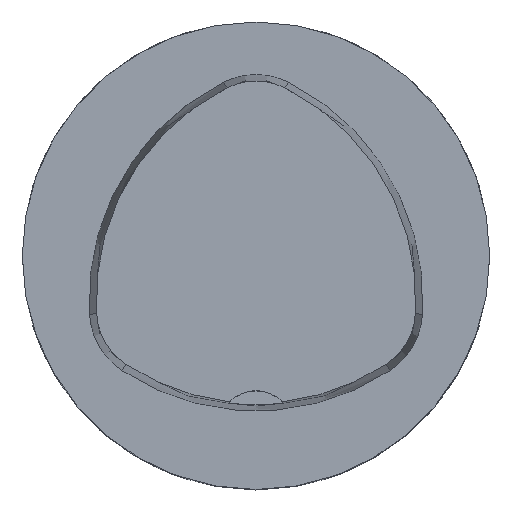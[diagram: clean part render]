
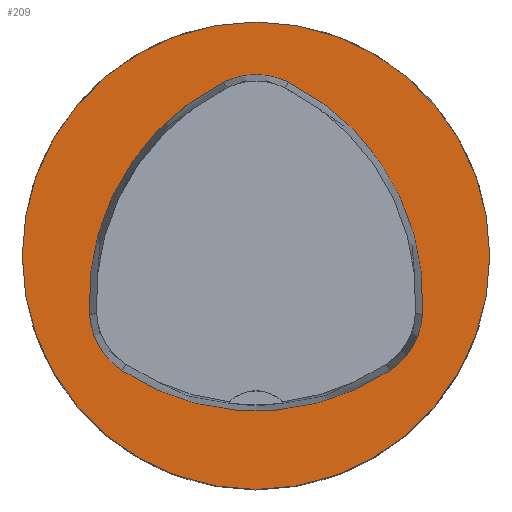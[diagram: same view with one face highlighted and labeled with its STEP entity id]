
A CAD part, top view. The second image highlights one B-rep face of the part: STEP entity #209.
In plain terms, the highlighted planar face has unit normal (0, 0, 1).
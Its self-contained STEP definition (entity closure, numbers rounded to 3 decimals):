
#191=PLANE('',#547);
#209=ADVANCED_FACE('',(#244,#245),#191,.T.);
#244=FACE_BOUND('',#264,.T.);
#245=FACE_BOUND('',#265,.T.);
#264=EDGE_LOOP('',(#306));
#265=EDGE_LOOP('',(#307,#308,#309,#310,#311,#312));
#306=ORIENTED_EDGE('',*,*,#458,.F.);
#307=ORIENTED_EDGE('',*,*,#459,.T.);
#308=ORIENTED_EDGE('',*,*,#460,.T.);
#309=ORIENTED_EDGE('',*,*,#461,.T.);
#310=ORIENTED_EDGE('',*,*,#462,.T.);
#311=ORIENTED_EDGE('',*,*,#463,.T.);
#312=ORIENTED_EDGE('',*,*,#464,.T.);
#418=VERTEX_POINT('',#754);
#419=VERTEX_POINT('',#756);
#420=VERTEX_POINT('',#757);
#421=VERTEX_POINT('',#759);
#422=VERTEX_POINT('',#761);
#423=VERTEX_POINT('',#763);
#424=VERTEX_POINT('',#765);
#458=EDGE_CURVE('',#418,#418,#514,.T.);
#459=EDGE_CURVE('',#419,#420,#515,.T.);
#460=EDGE_CURVE('',#420,#421,#516,.T.);
#461=EDGE_CURVE('',#421,#422,#517,.T.);
#462=EDGE_CURVE('',#422,#423,#518,.T.);
#463=EDGE_CURVE('',#423,#424,#519,.T.);
#464=EDGE_CURVE('',#424,#419,#520,.T.);
#514=CIRCLE('',#540,50.);
#515=CIRCLE('',#541,15.5);
#516=CIRCLE('',#542,52.);
#517=CIRCLE('',#543,15.5);
#518=CIRCLE('',#544,52.);
#519=CIRCLE('',#545,15.5);
#520=CIRCLE('',#546,52.);
#540=AXIS2_PLACEMENT_3D('',#753,#607,#608);
#541=AXIS2_PLACEMENT_3D('',#755,#609,#610);
#542=AXIS2_PLACEMENT_3D('',#758,#611,#612);
#543=AXIS2_PLACEMENT_3D('',#760,#613,#614);
#544=AXIS2_PLACEMENT_3D('',#762,#615,#616);
#545=AXIS2_PLACEMENT_3D('',#764,#617,#618);
#546=AXIS2_PLACEMENT_3D('',#766,#619,#620);
#547=AXIS2_PLACEMENT_3D('',#767,#621,#622);
#607=DIRECTION('',(0.,0.,-1.));
#608=DIRECTION('',(-1.,0.,0.));
#609=DIRECTION('',(0.,0.,-1.));
#610=DIRECTION('',(-0.5,0.866,0.));
#611=DIRECTION('',(0.,0.,-1.));
#612=DIRECTION('',(-0.5,0.866,0.));
#613=DIRECTION('',(0.,0.,-1.));
#614=DIRECTION('',(-0.5,0.866,0.));
#615=DIRECTION('',(0.,0.,-1.));
#616=DIRECTION('',(-0.5,0.866,0.));
#617=DIRECTION('',(0.,0.,-1.));
#618=DIRECTION('',(-0.5,0.866,0.));
#619=DIRECTION('',(0.,0.,-1.));
#620=DIRECTION('',(-0.5,0.866,0.));
#621=DIRECTION('',(0.,0.,1.));
#622=DIRECTION('',(1.,0.,0.));
#753=CARTESIAN_POINT('',(0.,0.,0.));
#754=CARTESIAN_POINT('',(-50.,0.,0.));
#755=CARTESIAN_POINT('',(20.135,-11.625,0.));
#756=CARTESIAN_POINT('',(35.607,-12.566,0.));
#757=CARTESIAN_POINT('',(28.686,-24.553,0.));
#758=CARTESIAN_POINT('',(0.,18.819,0.));
#759=CARTESIAN_POINT('',(-28.686,-24.553,0.));
#760=CARTESIAN_POINT('',(-20.135,-11.625,0.));
#761=CARTESIAN_POINT('',(-35.607,-12.566,0.));
#762=CARTESIAN_POINT('',(16.298,-9.409,0.));
#763=CARTESIAN_POINT('',(-6.921,37.119,0.));
#764=CARTESIAN_POINT('',(0.,23.25,0.));
#765=CARTESIAN_POINT('',(6.921,37.119,0.));
#766=CARTESIAN_POINT('',(-16.298,-9.409,0.));
#767=CARTESIAN_POINT('',(0.,0.,0.));
